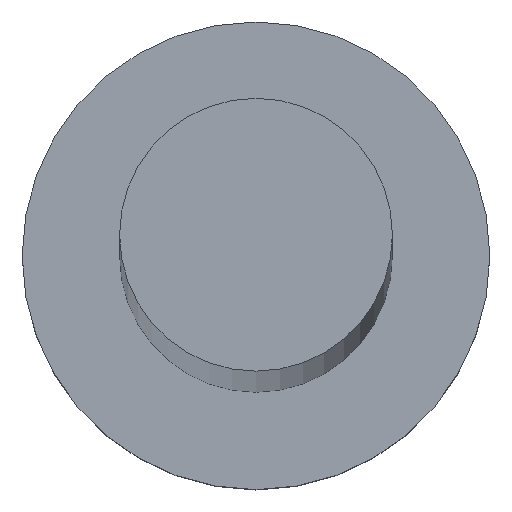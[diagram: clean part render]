
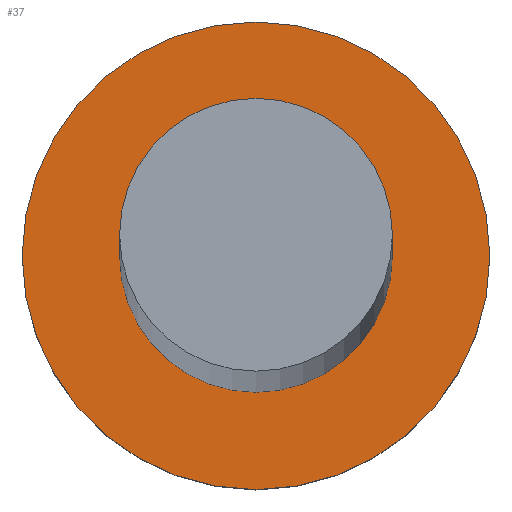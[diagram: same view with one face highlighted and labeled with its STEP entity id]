
A CAD part, top view. The second image highlights one B-rep face of the part: STEP entity #37.
In plain terms, the highlighted planar face has unit normal (0, 0, 1).
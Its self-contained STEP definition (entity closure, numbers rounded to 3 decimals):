
#2 = AXIS2_PLACEMENT_3D ( 'NONE', #105, #181, #204 ) ;
#5 = CARTESIAN_POINT ( 'NONE',  ( 0., 0., 5. ) ) ;
#10 = EDGE_LOOP ( 'NONE', ( #131, #88 ) ) ;
#12 = VERTEX_POINT ( 'NONE', #225 ) ;
#25 = PLANE ( 'NONE',  #2 ) ;
#29 = VERTEX_POINT ( 'NONE', #141 ) ;
#35 = CARTESIAN_POINT ( 'NONE',  ( 0., 0., 5. ) ) ;
#37 = ADVANCED_FACE ( 'NONE', ( #144, #122 ), #25, .T. ) ;
#40 = EDGE_CURVE ( 'NONE', #29, #12, #215, .T. ) ;
#44 = AXIS2_PLACEMENT_3D ( 'NONE', #234, #173, #250 ) ;
#51 = EDGE_CURVE ( 'NONE', #208, #157, #75, .T. ) ;
#59 = CIRCLE ( 'NONE', #44, 6. ) ;
#75 = CIRCLE ( 'NONE', #125, 6. ) ;
#83 = EDGE_LOOP ( 'NONE', ( #245, #242 ) ) ;
#86 = DIRECTION ( 'NONE',  ( 1., 0., 0. ) ) ;
#88 = ORIENTED_EDGE ( 'NONE', *, *, #158, .F. ) ;
#105 = CARTESIAN_POINT ( 'NONE',  ( 0., 0., 5. ) ) ;
#107 = CARTESIAN_POINT ( 'NONE',  ( 0., 0., 5. ) ) ;
#117 = AXIS2_PLACEMENT_3D ( 'NONE', #35, #249, #194 ) ;
#122 = FACE_OUTER_BOUND ( 'NONE', #83, .T. ) ;
#124 = DIRECTION ( 'NONE',  ( 1., 0., 0. ) ) ;
#125 = AXIS2_PLACEMENT_3D ( 'NONE', #107, #184, #86 ) ;
#131 = ORIENTED_EDGE ( 'NONE', *, *, #40, .F. ) ;
#133 = CARTESIAN_POINT ( 'NONE',  ( -6., 0., 5. ) ) ;
#141 = CARTESIAN_POINT ( 'NONE',  ( -3.5, 0., 5. ) ) ;
#144 = FACE_BOUND ( 'NONE', #10, .T. ) ;
#157 = VERTEX_POINT ( 'NONE', #133 ) ;
#158 = EDGE_CURVE ( 'NONE', #12, #29, #231, .T. ) ;
#161 = DIRECTION ( 'NONE',  ( 0., 0., 1. ) ) ;
#172 = EDGE_CURVE ( 'NONE', #157, #208, #59, .T. ) ;
#173 = DIRECTION ( 'NONE',  ( 0., 0., 1. ) ) ;
#181 = DIRECTION ( 'NONE',  ( 0., 0., 1. ) ) ;
#184 = DIRECTION ( 'NONE',  ( 0., 0., 1. ) ) ;
#194 = DIRECTION ( 'NONE',  ( 1., 0., 0. ) ) ;
#204 = DIRECTION ( 'NONE',  ( 1., 0., 0. ) ) ;
#208 = VERTEX_POINT ( 'NONE', #253 ) ;
#215 = CIRCLE ( 'NONE', #235, 3.5 ) ;
#225 = CARTESIAN_POINT ( 'NONE',  ( 3.5, 0., 5. ) ) ;
#231 = CIRCLE ( 'NONE', #117, 3.5 ) ;
#234 = CARTESIAN_POINT ( 'NONE',  ( 0., 0., 5. ) ) ;
#235 = AXIS2_PLACEMENT_3D ( 'NONE', #5, #161, #124 ) ;
#242 = ORIENTED_EDGE ( 'NONE', *, *, #51, .T. ) ;
#245 = ORIENTED_EDGE ( 'NONE', *, *, #172, .T. ) ;
#249 = DIRECTION ( 'NONE',  ( 0., 0., 1. ) ) ;
#250 = DIRECTION ( 'NONE',  ( 1., 0., 0. ) ) ;
#253 = CARTESIAN_POINT ( 'NONE',  ( 6., 0., 5. ) ) ;
